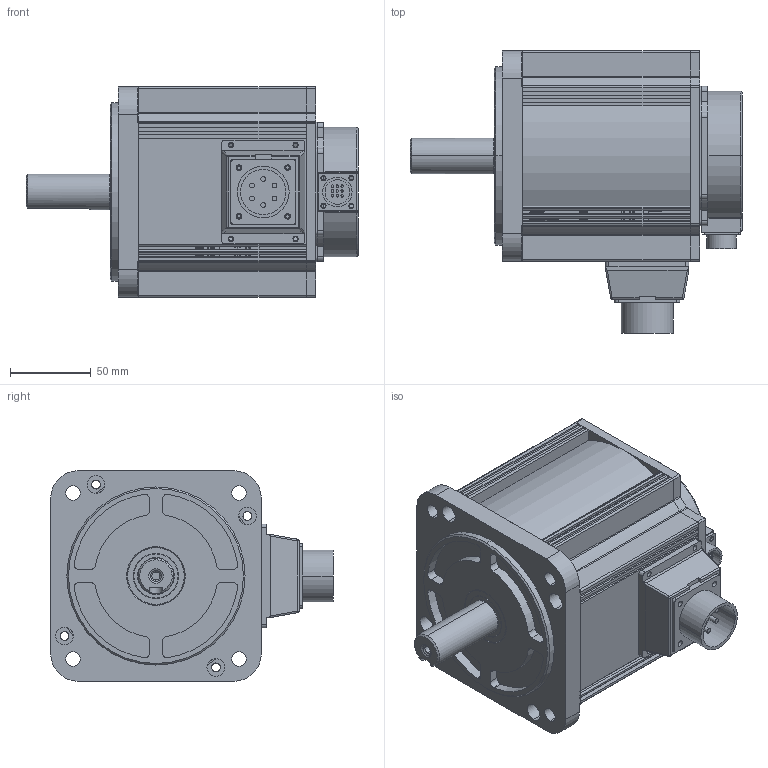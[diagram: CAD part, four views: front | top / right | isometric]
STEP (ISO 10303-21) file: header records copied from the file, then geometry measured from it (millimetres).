
FILE_DESCRIPTION (( 'STEP AP203' ), '1' );
FILE_NAME ('MS6H-130-07220棠晤蚾饜极.STEP', '2020-03-20T00:22:06', ( '' ), ( '' ), 'SwSTEP 2.0', 'SolidWorks 2016', '' );
FILE_SCHEMA (( 'CONFIG_CONTROL_DESIGN' ));
Length unit declared in the file: millimetre
Products named in the file (1): MS6H-130-07220棠晤蚾饜极
Bounding box: 205 x 174.5 x 130 mm (x, y, z)
Surface area: 176046.1 mm2 (no closed solid volume)
Topology: 0 solids, 137 shells, 1885 faces, 6521 edges, 4746 vertices
Faces by surface type: cylinder 1034, plane 795, torus 22, cone 14, bspline 10, sphere 10
Entity records: 71436 total; most frequent: CARTESIAN_POINT 14173, DIRECTION 12842, ORIENTED_EDGE 10151, EDGE_CURVE 6510, VERTEX_POINT 4745, AXIS2_PLACEMENT_3D 4522, LINE 3798, VECTOR 3798
